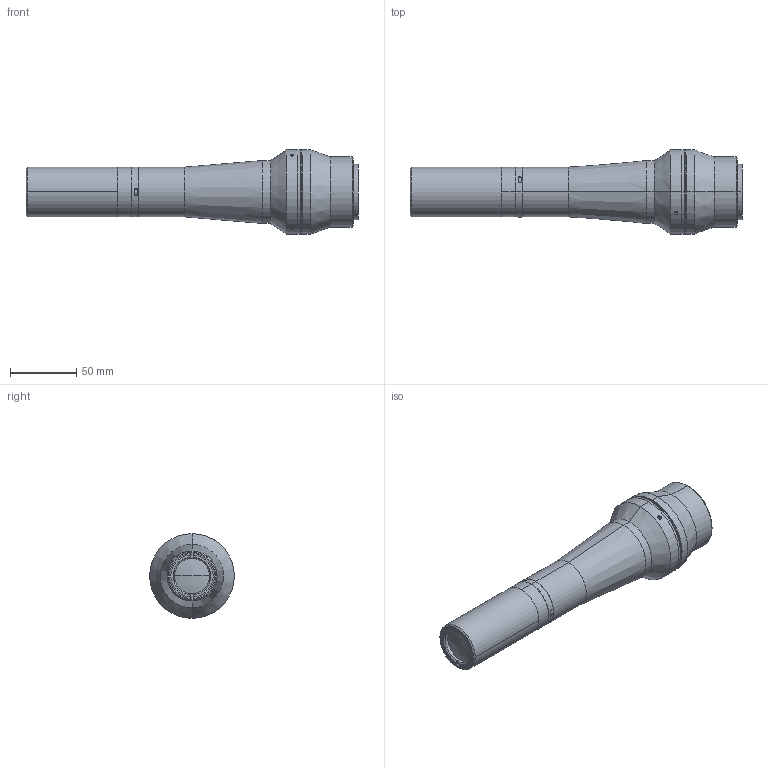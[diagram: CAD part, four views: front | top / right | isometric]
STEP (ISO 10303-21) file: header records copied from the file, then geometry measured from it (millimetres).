
FILE_DESCRIPTION (( 'STEP AP203' ), '1' );
FILE_NAME ('DP30346_TC12M016-J.step', '2021-09-20T13:41:41', ( '' ), ( '' ), 'SwSTEP 2.0', 'SolidWorks 2021', '' );
FILE_SCHEMA (( 'CONFIG_CONTROL_DESIGN' ));
Length unit declared in the file: millimetre
Products named in the file (1): DP30346_TC12M016-J
Bounding box: 250.97 x 64 x 64 mm (x, y, z)
Surface area: 51201.3 mm2 (no closed solid volume)
Topology: 0 solids, 18 shells, 120 faces, 329 edges, 225 vertices
Faces by surface type: plane 52, cylinder 40, cone 20, torus 6, sphere 2
Entity records: 4027 total; most frequent: CARTESIAN_POINT 801, DIRECTION 733, ORIENTED_EDGE 538, EDGE_CURVE 329, AXIS2_PLACEMENT_3D 293, VERTEX_POINT 225, CIRCLE 172, EDGE_LOOP 147
